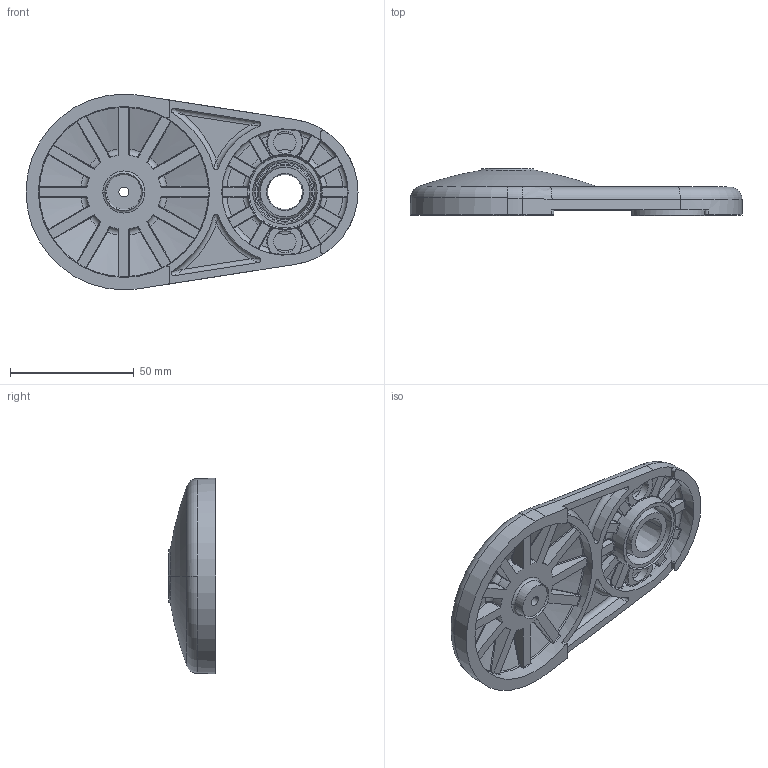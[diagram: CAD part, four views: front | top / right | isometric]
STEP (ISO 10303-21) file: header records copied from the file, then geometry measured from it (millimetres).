
FILE_DESCRIPTION (( 'STEP AP214' ), '1' );
FILE_NAME ('098da080zs.STEP', '2014-08-11T13:25:54', ( '' ), ( '' ), 'SwSTEP 2.0', 'SolidWorks 2014', '' );
FILE_SCHEMA (( 'AUTOMOTIVE_DESIGN' ));
Length unit declared in the file: millimetre
Products named in the file (3): 098xd2_Standard; 098da080zr_Standard; 098da080zs
Assembly tree (2 placements, depth 2):
  098da080zs
    098da080zr_Standard
    098xd2_Standard
Bounding box: 134 x 19 x 79 mm (x, y, z)
Volume: 59946.2 mm3; surface area: 29670.3 mm2
Topology: 2 solids, 2 shells, 587 faces, 1477 edges, 896 vertices
Faces by surface type: cylinder 208, bspline 128, torus 121, plane 95, cone 33, sphere 2
Entity records: 24061 total; most frequent: CARTESIAN_POINT 10613, ORIENTED_EDGE 2942, DIRECTION 2729, EDGE_CURVE 1471, AXIS2_PLACEMENT_3D 1162, VERTEX_POINT 896, CIRCLE 698, EDGE_LOOP 601
